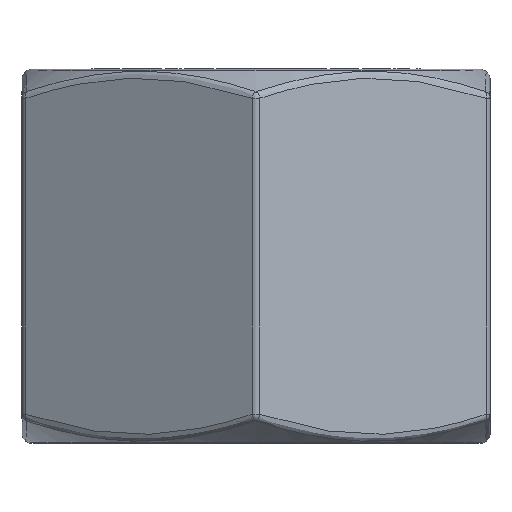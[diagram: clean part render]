
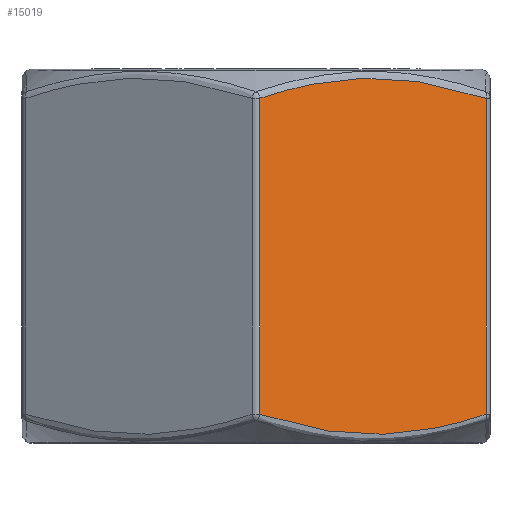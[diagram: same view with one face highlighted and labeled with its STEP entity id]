
A CAD part, front view. The second image highlights one B-rep face of the part: STEP entity #15019.
In plain terms, the highlighted planar face has unit normal (0.5, -0.866, 0).
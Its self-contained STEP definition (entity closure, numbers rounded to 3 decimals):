
#28 = LINE ( 'NONE', #3412, #14960 ) ;
#64 = EDGE_CURVE ( 'NONE', #4357, #9233, #3796, .T. ) ;
#187 = CARTESIAN_POINT ( 'NONE',  ( 8.101, -12.643, 23.423 ) ) ;
#352 = CARTESIAN_POINT ( 'NONE',  ( 6.898, -13.338, 0.577 ) ) ;
#964 = CARTESIAN_POINT ( 'NONE',  ( 0.25, -17.176, 22.128 ) ) ;
#1362 = CARTESIAN_POINT ( 'NONE',  ( 0.25, -17.176, 1.872 ) ) ;
#1431 = CARTESIAN_POINT ( 'NONE',  ( 4.445, -14.754, 0.813 ) ) ;
#1605 = VERTEX_POINT ( 'NONE', #8883 ) ;
#1639 = CARTESIAN_POINT ( 'NONE',  ( 5.034, -14.414, 23.272 ) ) ;
#2006 = ORIENTED_EDGE ( 'NONE', *, *, #4374, .T. ) ;
#2308 = CARTESIAN_POINT ( 'NONE',  ( 0.25, -17.176, 0. ) ) ;
#2594 = CARTESIAN_POINT ( 'NONE',  ( 14.75, -8.805, 22.128 ) ) ;
#2679 = CARTESIAN_POINT ( 'NONE',  ( 5.053, -14.403, 0.725 ) ) ;
#3412 = CARTESIAN_POINT ( 'NONE',  ( 14.75, -8.805, 0. ) ) ;
#3734 = CARTESIAN_POINT ( 'NONE',  ( 1.431, -16.495, 22.521 ) ) ;
#3796 = B_SPLINE_CURVE_WITH_KNOTS ( 'NONE', 3,
 ( #1362, #11985, #9515, #1431, #2679, #11835, #352, #6178, #6024, #10835, #14296, #10682 ),
 .UNSPECIFIED., .F., .F.,
 ( 4, 2, 2, 2, 2, 4 ),
 ( 0., 0.004, 0.006, 0.008, 0.013, 0.017 ),
 .UNSPECIFIED. ) ;
#3804 = DIRECTION ( 'NONE',  ( 0.5, -0.866, 0. ) ) ;
#3881 = CARTESIAN_POINT ( 'NONE',  ( 8.716, -12.288, 23.393 ) ) ;
#4034 = ORIENTED_EDGE ( 'NONE', *, *, #12345, .T. ) ;
#4357 = VERTEX_POINT ( 'NONE', #9194 ) ;
#4374 = EDGE_CURVE ( 'NONE', #9233, #1605, #28, .T. ) ;
#4852 = CARTESIAN_POINT ( 'NONE',  ( 4.428, -14.764, 23.184 ) ) ;
#4932 = CARTESIAN_POINT ( 'NONE',  ( 0., -17.321, 0. ) ) ;
#5085 = CARTESIAN_POINT ( 'NONE',  ( 12.373, -10.177, 22.848 ) ) ;
#6024 = CARTESIAN_POINT ( 'NONE',  ( 9.964, -11.568, 0.702 ) ) ;
#6178 = CARTESIAN_POINT ( 'NONE',  ( 8.747, -12.271, 0.578 ) ) ;
#6414 = FACE_OUTER_BOUND ( 'NONE', #14524, .T. ) ;
#7238 = CARTESIAN_POINT ( 'NONE',  ( 13.567, -9.487, 22.522 ) ) ;
#7354 = DIRECTION ( 'NONE',  ( 0., 0., 1. ) ) ;
#8396 = CARTESIAN_POINT ( 'NONE',  ( 0.25, -17.176, 22.128 ) ) ;
#8821 = VECTOR ( 'NONE', #11539, 1000. ) ;
#8883 = CARTESIAN_POINT ( 'NONE',  ( 14.75, -8.805, 22.128 ) ) ;
#9194 = CARTESIAN_POINT ( 'NONE',  ( 0.25, -17.176, 1.872 ) ) ;
#9219 = EDGE_CURVE ( 'NONE', #9535, #4357, #9372, .T. ) ;
#9233 = VERTEX_POINT ( 'NONE', #10452 ) ;
#9372 = LINE ( 'NONE', #2308, #8821 ) ;
#9426 = DIRECTION ( 'NONE',  ( 0.866, 0.5, 0. ) ) ;
#9502 = CARTESIAN_POINT ( 'NONE',  ( 2.621, -15.807, 22.846 ) ) ;
#9515 = CARTESIAN_POINT ( 'NONE',  ( 2.63, -15.802, 1.151 ) ) ;
#9535 = VERTEX_POINT ( 'NONE', #964 ) ;
#9725 = CARTESIAN_POINT ( 'NONE',  ( 10.554, -11.227, 23.187 ) ) ;
#9812 = CARTESIAN_POINT ( 'NONE',  ( 6.87, -13.354, 23.422 ) ) ;
#10452 = CARTESIAN_POINT ( 'NONE',  ( 14.75, -8.805, 1.872 ) ) ;
#10682 = CARTESIAN_POINT ( 'NONE',  ( 14.75, -8.805, 1.872 ) ) ;
#10835 = CARTESIAN_POINT ( 'NONE',  ( 12.374, -10.176, 1.153 ) ) ;
#11539 = DIRECTION ( 'NONE',  ( 0., 0., -1. ) ) ;
#11835 = CARTESIAN_POINT ( 'NONE',  ( 6.278, -13.696, 0.607 ) ) ;
#11985 = CARTESIAN_POINT ( 'NONE',  ( 1.435, -16.492, 1.477 ) ) ;
#12127 = B_SPLINE_CURVE_WITH_KNOTS ( 'NONE', 3,
 ( #2594, #7238, #5085, #9725, #14357, #3881, #187, #9812, #14437, #1639, #4852, #9502, #3734, #8396 ),
 .UNSPECIFIED., .F., .F.,
 ( 4, 2, 2, 2, 2, 2, 4 ),
 ( 0., 0.004, 0.006, 0.009, 0.011, 0.013, 0.017 ),
 .UNSPECIFIED. ) ;
#12345 = EDGE_CURVE ( 'NONE', #1605, #9535, #12127, .T. ) ;
#12485 = AXIS2_PLACEMENT_3D ( 'NONE', #4932, #3804, #9426 ) ;
#13795 = ORIENTED_EDGE ( 'NONE', *, *, #64, .T. ) ;
#14011 = ORIENTED_EDGE ( 'NONE', *, *, #9219, .T. ) ;
#14296 = CARTESIAN_POINT ( 'NONE',  ( 13.566, -9.488, 1.478 ) ) ;
#14357 = CARTESIAN_POINT ( 'NONE',  ( 9.942, -11.58, 23.275 ) ) ;
#14437 = CARTESIAN_POINT ( 'NONE',  ( 6.254, -13.71, 23.391 ) ) ;
#14524 = EDGE_LOOP ( 'NONE', ( #14011, #13795, #2006, #4034 ) ) ;
#14539 = PLANE ( 'NONE',  #12485 ) ;
#14960 = VECTOR ( 'NONE', #7354, 1000. ) ;
#15019 = ADVANCED_FACE ( 'NONE', ( #6414 ), #14539, .T. ) ;
